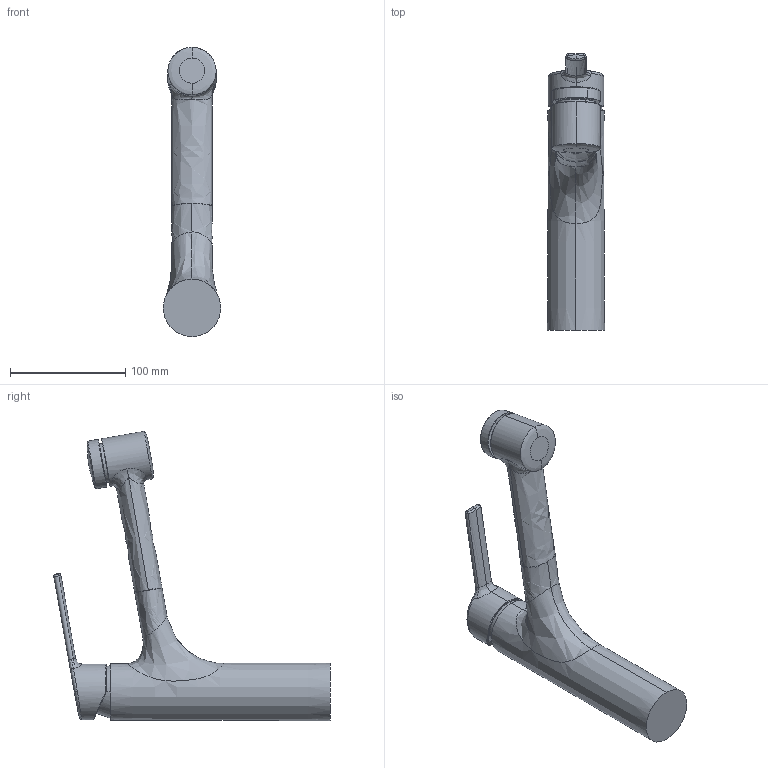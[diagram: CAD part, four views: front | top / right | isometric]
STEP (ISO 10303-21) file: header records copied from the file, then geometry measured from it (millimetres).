
FILE_DESCRIPTION (( 'STEP AP203' ), '1' );
FILE_NAME ('03382273.STEP', '2018-05-09T09:11:56', ( '' ), ( '' ), 'SwSTEP 2.0', 'SolidWorks 2016', '' );
FILE_SCHEMA (( 'CONFIG_CONTROL_DESIGN' ));
Length unit declared in the file: millimetre
Products named in the file (1): 03382273
Bounding box: 50 x 240.36 x 251.6 mm (x, y, z)
Volume: 626505.5 mm3; surface area: 66358.1 mm2
Topology: 1 solids, 1 shells, 79 faces, 235 edges, 158 vertices
Faces by surface type: bspline 47, cylinder 12, torus 9, plane 7, cone 2, sphere 2
Entity records: 9072 total; most frequent: CARTESIAN_POINT 7322, ORIENTED_EDGE 462, EDGE_CURVE 231, DIRECTION 190, VERTEX_POINT 158, B_SPLINE_CURVE_WITH_KNOTS 131, EDGE_LOOP 83, AXIS2_PLACEMENT_3D 81
